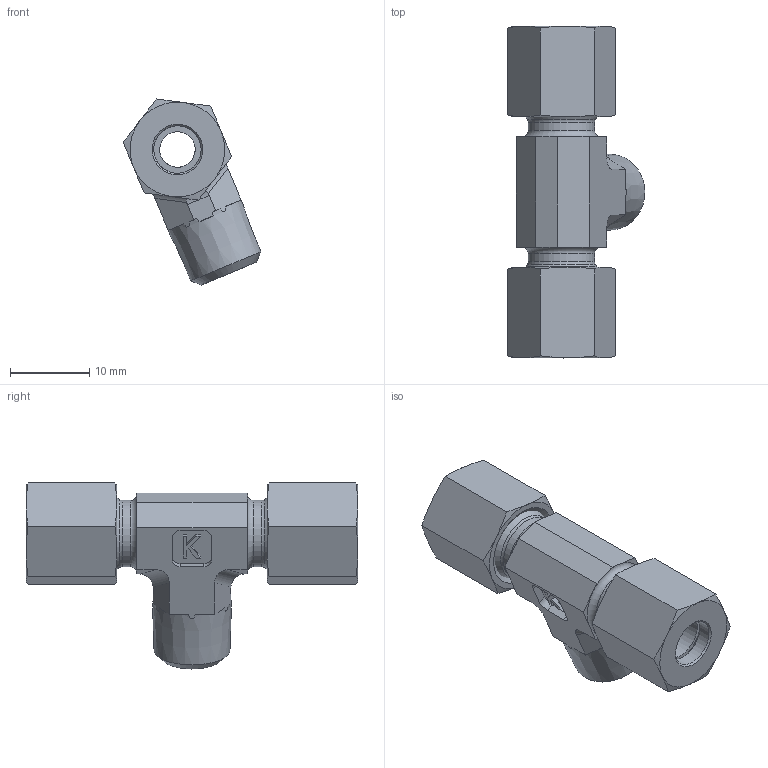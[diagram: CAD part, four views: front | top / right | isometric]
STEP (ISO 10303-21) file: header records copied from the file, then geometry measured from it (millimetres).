
FILE_DESCRIPTION((''),'2;1');
FILE_NAME('29001061810.stp','2014-08-21T15:24:06',(''),('KNOMI spol. s r. o.'),'Autodesk Inventor 2012','Autodesk Inventor 2012','');
FILE_SCHEMA(('AUTOMOTIVE_DESIGN { 1 2 10303 214 0 1 1 1 }'));
Length unit declared in the file: millimetre
Products named in the file (4): THCR1K 6LLRkuž R1/8/ M10x1; 28001061810; 3900610; 40006
Assembly tree (5 placements, depth 2):
  THCR1K 6LLRkuž R1/8/ M10x1
    28001061810
    3900610  x2
    40006  x2
Bounding box: 17.43 x 42 x 23.55 mm (x, y, z)
Volume: 4180.1 mm3; surface area: 4612.1 mm2
Topology: 5 solids, 5 shells, 181 faces, 453 edges, 290 vertices
Faces by surface type: plane 100, cone 47, cylinder 28, torus 6
Full cylindrical faces by diameter (mm): 4.5 x2, 6 x6, 7.5 x2, 8 x2, 8.4 x2, 8.917 x2, 10 x2
Entity records: 4415 total; most frequent: CARTESIAN_POINT 831, DIRECTION 705, ORIENTED_EDGE 644, EDGE_CURVE 322, AXIS2_PLACEMENT_3D 271, VERTEX_POINT 220, EDGE_LOOP 192, VECTOR 163
